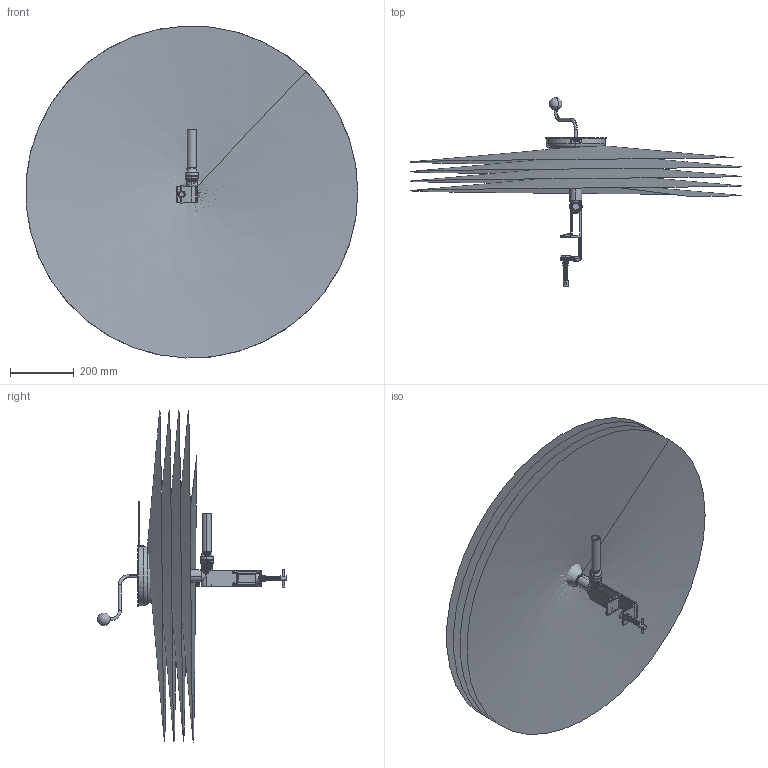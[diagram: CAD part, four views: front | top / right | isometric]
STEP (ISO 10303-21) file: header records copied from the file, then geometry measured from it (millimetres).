
FILE_DESCRIPTION(('FreeCAD Model'),'2;1');
FILE_NAME('Open CASCADE Shape Model','2025-05-09T04:31:25',('FreeCAD'),( 'FreeCAD'),'Open CASCADE STEP processor 7.6','FreeCAD','Unknown');
FILE_SCHEMA(('AUTOMOTIVE_DESIGN { 1 0 10303 214 1 1 1 1 }'));
Products named in the file (1): Open CASCADE STEP translator 7.6 1
Bounding box: 1041.15 x 593.14 x 1041.92 mm (x, y, z)
Volume: 168396.2 mm3; surface area: 3834525.6 mm2
Topology: 19 solids, 30 shells, 1742 faces, 5172 edges, 3419 vertices
Faces by surface type: cylinder 1034, cone 234, plane 178, torus 161, bspline 81, sphere 50, revolution 4
Entity records: 188602 total; most frequent: CARTESIAN_POINT 143934, ORIENTED_EDGE 10143, DIRECTION 7976, EDGE_CURVE 5116, VERTEX_POINT 3419, AXIS2_PLACEMENT_3D 3208, FACE_BOUND 2302, EDGE_LOOP 2302
